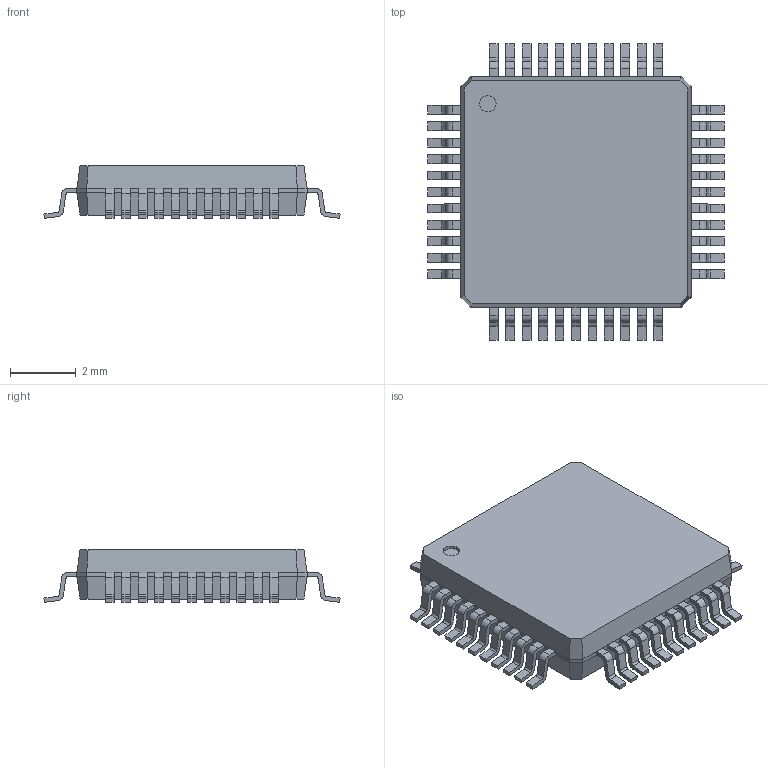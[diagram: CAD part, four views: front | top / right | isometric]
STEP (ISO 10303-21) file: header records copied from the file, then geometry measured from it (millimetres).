
FILE_DESCRIPTION((''),'2;1');
FILE_NAME('QFP50P900X900X160-44N.stp','2013-05-16T13:05:55',(''),(''),'Mechanical Desktop 2011','Mechanical Desktop 2011',', , ');
FILE_SCHEMA(('AUTOMOTIVE_DESIGN { 1 2 10303 214 1 1 1 1 }'));
Length unit declared in the file: millimetre
Products named in the file (1): Product
Bounding box: 9 x 9 x 1.6 mm (x, y, z)
Volume: 73.7 mm3; surface area: 190.9 mm2
Topology: 45 solids, 45 shells, 645 faces, 1646 edges, 1092 vertices
Faces by surface type: bspline 308, plane 247, cylinder 90
Entity records: 20560 total; most frequent: CARTESIAN_POINT 5540, ORIENTED_EDGE 3292, DIRECTION 2678, EDGE_CURVE 1646, VECTOR 1290, LINE 1290, VERTEX_POINT 1092, AXIS2_PLACEMENT_3D 694
